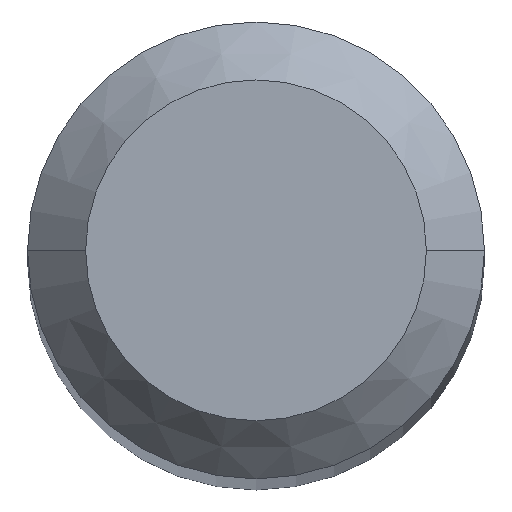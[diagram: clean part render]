
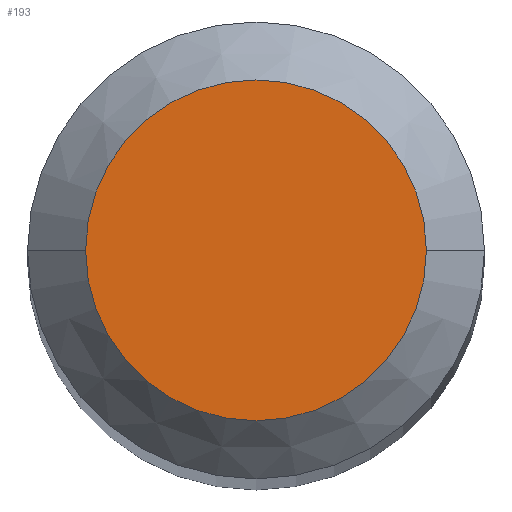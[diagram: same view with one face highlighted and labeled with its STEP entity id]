
A CAD part, top view. The second image highlights one B-rep face of the part: STEP entity #193.
In plain terms, the highlighted planar face has unit normal (0, 0, 1).
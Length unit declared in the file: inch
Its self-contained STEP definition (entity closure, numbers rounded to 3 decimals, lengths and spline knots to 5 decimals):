
#16 = DIRECTION ( 'NONE',  ( 1., 0., 0. ) ) ;
#19 = CARTESIAN_POINT ( 'NONE',  ( 0., 0., 2.24409 ) ) ;
#29 = CARTESIAN_POINT ( 'NONE',  ( 0.04405, 0., 2.24409 ) ) ;
#35 = AXIS2_PLACEMENT_3D ( 'NONE', #269, #107, #197 ) ;
#37 = EDGE_CURVE ( 'NONE', #79, #268, #136, .T. ) ;
#62 = DIRECTION ( 'NONE',  ( 0., 0., 1. ) ) ;
#70 = CIRCLE ( 'NONE', #78, 0.04405 ) ;
#78 = AXIS2_PLACEMENT_3D ( 'NONE', #19, #62, #16 ) ;
#79 = VERTEX_POINT ( 'NONE', #264 ) ;
#102 = ORIENTED_EDGE ( 'NONE', *, *, #105, .T. ) ;
#105 = EDGE_CURVE ( 'NONE', #268, #79, #70, .T. ) ;
#107 = DIRECTION ( 'NONE',  ( 0., 0., 1. ) ) ;
#117 = DIRECTION ( 'NONE',  ( 1., 0., 0. ) ) ;
#128 = FACE_OUTER_BOUND ( 'NONE', #129, .T. ) ;
#129 = EDGE_LOOP ( 'NONE', ( #220, #102 ) ) ;
#136 = CIRCLE ( 'NONE', #255, 0.04405 ) ;
#163 = DIRECTION ( 'NONE',  ( 0., 0., 1. ) ) ;
#187 = CARTESIAN_POINT ( 'NONE',  ( 0., 0., 2.24409 ) ) ;
#193 = ADVANCED_FACE ( 'NONE', ( #128 ), #219, .T. ) ;
#197 = DIRECTION ( 'NONE',  ( 1., 0., 0. ) ) ;
#219 = PLANE ( 'NONE',  #35 ) ;
#220 = ORIENTED_EDGE ( 'NONE', *, *, #37, .T. ) ;
#255 = AXIS2_PLACEMENT_3D ( 'NONE', #187, #163, #117 ) ;
#264 = CARTESIAN_POINT ( 'NONE',  ( -0.04405, 0., 2.24409 ) ) ;
#268 = VERTEX_POINT ( 'NONE', #29 ) ;
#269 = CARTESIAN_POINT ( 'NONE',  ( 0., 0., 2.24409 ) ) ;
